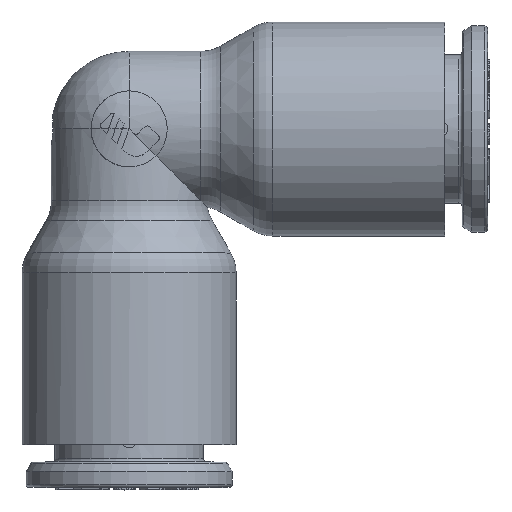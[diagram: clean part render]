
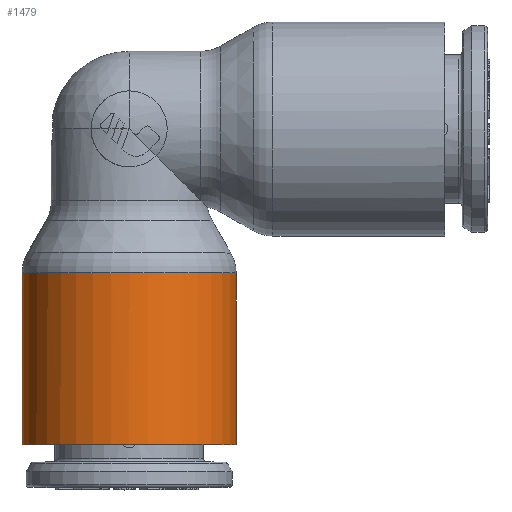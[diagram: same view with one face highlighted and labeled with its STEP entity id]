
A CAD part, top view. The second image highlights one B-rep face of the part: STEP entity #1479.
In plain terms, the highlighted cylindrical face has radius 6.75 mm (diameter 13.5 mm), a partial arc.
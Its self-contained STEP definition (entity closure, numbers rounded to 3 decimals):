
#1479=ADVANCED_FACE('',(#4140),#4141,.T.);
#4140=FACE_OUTER_BOUND('',#10100,.T.);
#4141=CYLINDRICAL_SURFACE('',#10101,6.75);
#10100=EDGE_LOOP('',(#20340,#20341,#20342,#20343,#20344));
#10101=AXIS2_PLACEMENT_3D('',#20345,#20346,#20347);
#20340=ORIENTED_EDGE('',*,*,#24446,.T.);
#20341=ORIENTED_EDGE('',*,*,#24447,.T.);
#20342=ORIENTED_EDGE('',*,*,#24444,.F.);
#20343=ORIENTED_EDGE('',*,*,#24448,.T.);
#20344=ORIENTED_EDGE('',*,*,#24313,.T.);
#20345=CARTESIAN_POINT('',(0.0,-21.14,0.0));
#20346=DIRECTION('',(0.0,-1.0,0.0));
#20347=DIRECTION('',(1.0,0.0,0.0));
#24313=EDGE_CURVE('',#29920,#29924,#29926,.T.);
#24444=EDGE_CURVE('',#29932,#30138,#30139,.T.);
#24446=EDGE_CURVE('',#29924,#30140,#30142,.T.);
#24447=EDGE_CURVE('',#30140,#30138,#30143,.T.);
#24448=EDGE_CURVE('',#29932,#29920,#30144,.T.);
#29920=VERTEX_POINT('',#40037);
#29924=VERTEX_POINT('',#40041);
#29926=CIRCLE('',#40043,6.75);
#29932=VERTEX_POINT('',#40049);
#30138=VERTEX_POINT('',#40665);
#30139=LINE('',#40666,#40667);
#30140=VERTEX_POINT('',#40668);
#30142=LINE('',#40670,#40671);
#30143=CIRCLE('',#40672,6.75);
#30144=CIRCLE('',#40673,6.75);
#40037=CARTESIAN_POINT('',(-6.75,-9.07,0.059));
#40041=CARTESIAN_POINT('',(-6.75,-9.07,0.0));
#40043=AXIS2_PLACEMENT_3D('',#45138,#45139,#45140);
#40049=CARTESIAN_POINT('',(6.75,-9.07,0.0));
#40665=CARTESIAN_POINT('',(6.75,-19.9,0.0));
#40666=CARTESIAN_POINT('',(6.75,-9.07,0.));
#40667=VECTOR('',#45298,10.83);
#40668=CARTESIAN_POINT('',(-6.75,-19.9,0.0));
#40670=CARTESIAN_POINT('',(-6.75,-9.07,0.));
#40671=VECTOR('',#45302,10.83);
#40672=AXIS2_PLACEMENT_3D('',#45303,#45304,#45305);
#40673=AXIS2_PLACEMENT_3D('',#45306,#45307,#45308);
#45138=CARTESIAN_POINT('',(0.0,-9.07,0.0));
#45139=DIRECTION('',(0.0,-1.0,0.0));
#45140=DIRECTION('',(1.0,0.0,0.0));
#45298=DIRECTION('',(0.0,-1.0,0.));
#45302=DIRECTION('',(0.0,-1.0,0.));
#45303=CARTESIAN_POINT('',(0.0,-19.9,0.0));
#45304=DIRECTION('',(0.0,1.0,0.0));
#45305=DIRECTION('',(-1.0,0.0,0.0));
#45306=CARTESIAN_POINT('',(0.0,-9.07,0.0));
#45307=DIRECTION('',(0.0,-1.0,0.0));
#45308=DIRECTION('',(1.0,0.0,0.0));
